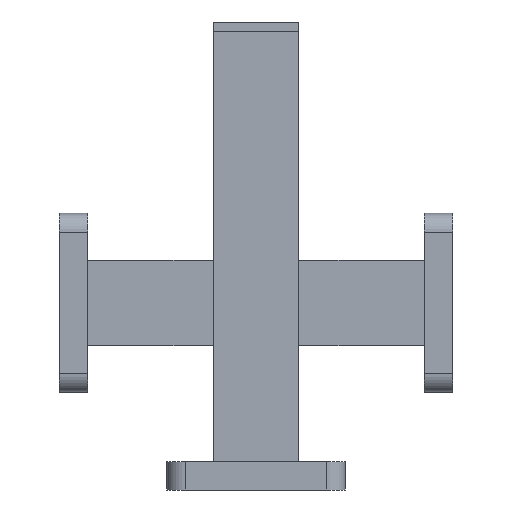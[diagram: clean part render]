
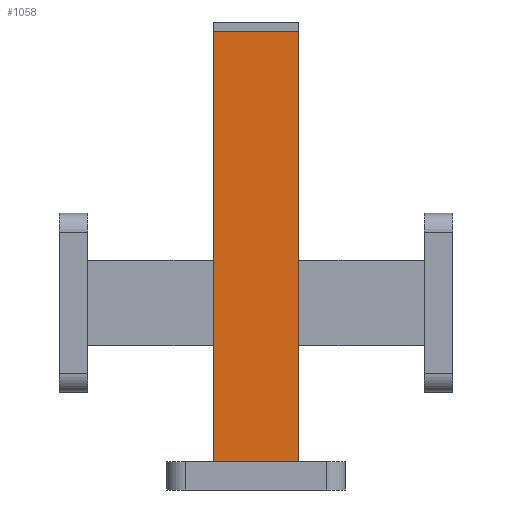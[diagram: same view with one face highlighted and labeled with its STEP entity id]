
A CAD part, front view. The second image highlights one B-rep face of the part: STEP entity #1058.
In plain terms, the highlighted planar face has unit normal (0, -1, 0).
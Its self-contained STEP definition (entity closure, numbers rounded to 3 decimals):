
#56 = CARTESIAN_POINT ( 'NONE',  ( -4.57, -7.885, 29. ) ) ;
#83 = VERTEX_POINT ( 'NONE', #293 ) ;
#190 = VECTOR ( 'NONE', #665, 1000. ) ;
#212 = LINE ( 'NONE', #1027, #1594 ) ;
#220 = DIRECTION ( 'NONE',  ( 0., 0., -1. ) ) ;
#225 = EDGE_CURVE ( 'NONE', #274, #83, #212, .T. ) ;
#274 = VERTEX_POINT ( 'NONE', #1747 ) ;
#293 = CARTESIAN_POINT ( 'NONE',  ( -4.57, -7.885, -17. ) ) ;
#312 = EDGE_LOOP ( 'NONE', ( #1685, #820, #2104, #514 ) ) ;
#409 = DIRECTION ( 'NONE',  ( 0., 1., 0. ) ) ;
#514 = ORIENTED_EDGE ( 'NONE', *, *, #583, .T. ) ;
#570 = EDGE_CURVE ( 'NONE', #1621, #1125, #1351, .T. ) ;
#583 = EDGE_CURVE ( 'NONE', #1125, #83, #837, .T. ) ;
#665 = DIRECTION ( 'NONE',  ( -1., 0., 0. ) ) ;
#791 = CARTESIAN_POINT ( 'NONE',  ( 4.57, -7.885, 29. ) ) ;
#811 = VECTOR ( 'NONE', #1937, 1000. ) ;
#820 = ORIENTED_EDGE ( 'NONE', *, *, #886, .F. ) ;
#837 = LINE ( 'NONE', #1694, #2013 ) ;
#862 = DIRECTION ( 'NONE',  ( -1., 0., 0. ) ) ;
#886 = EDGE_CURVE ( 'NONE', #1621, #274, #1417, .T. ) ;
#1027 = CARTESIAN_POINT ( 'NONE',  ( -4.57, -7.885, -17. ) ) ;
#1038 = PLANE ( 'NONE',  #1532 ) ;
#1058 = ADVANCED_FACE ( 'NONE', ( #2042 ), #1038, .F. ) ;
#1070 = CARTESIAN_POINT ( 'NONE',  ( -4.57, -7.885, 29. ) ) ;
#1125 = VERTEX_POINT ( 'NONE', #1070 ) ;
#1211 = CARTESIAN_POINT ( 'NONE',  ( -4.57, -7.885, 30. ) ) ;
#1274 = CARTESIAN_POINT ( 'NONE',  ( 4.57, -7.885, 30. ) ) ;
#1351 = LINE ( 'NONE', #56, #190 ) ;
#1417 = LINE ( 'NONE', #1274, #811 ) ;
#1532 = AXIS2_PLACEMENT_3D ( 'NONE', #1211, #409, #1699 ) ;
#1594 = VECTOR ( 'NONE', #862, 1000. ) ;
#1621 = VERTEX_POINT ( 'NONE', #791 ) ;
#1685 = ORIENTED_EDGE ( 'NONE', *, *, #225, .F. ) ;
#1694 = CARTESIAN_POINT ( 'NONE',  ( -4.57, -7.885, 30. ) ) ;
#1699 = DIRECTION ( 'NONE',  ( 1., 0., 0. ) ) ;
#1747 = CARTESIAN_POINT ( 'NONE',  ( 4.57, -7.885, -17. ) ) ;
#1937 = DIRECTION ( 'NONE',  ( 0., 0., -1. ) ) ;
#2013 = VECTOR ( 'NONE', #220, 1000. ) ;
#2042 = FACE_OUTER_BOUND ( 'NONE', #312, .T. ) ;
#2104 = ORIENTED_EDGE ( 'NONE', *, *, #570, .T. ) ;
